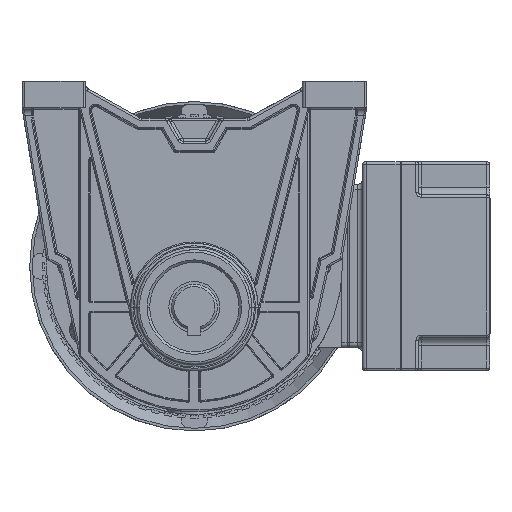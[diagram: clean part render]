
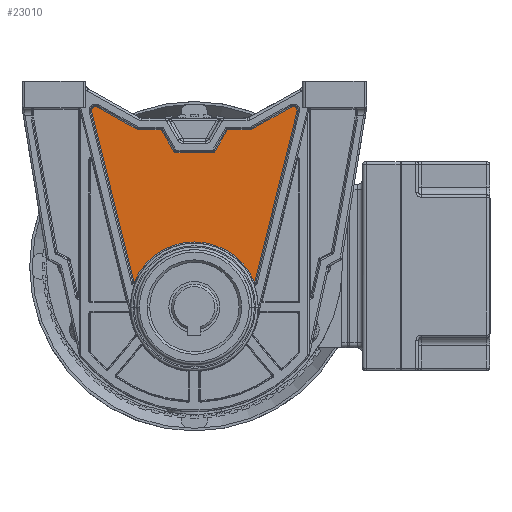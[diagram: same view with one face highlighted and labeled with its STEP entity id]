
A CAD part, front view. The second image highlights one B-rep face of the part: STEP entity #23010.
In plain terms, the highlighted planar face has unit normal (0, -1, 0).
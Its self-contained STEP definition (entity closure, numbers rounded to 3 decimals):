
#7853=DIRECTION('',(0.873,0.,-0.488));
#7854=VECTOR('',#7853,17.862);
#7855=CARTESIAN_POINT('',(-38.011,0.2,62.342));
#7856=LINE('',#7855,#7854);
#7857=CARTESIAN_POINT('',(-21.932,0.2,54.5));
#7858=DIRECTION('',(0.,-1.,0.));
#7859=DIRECTION('',(-0.488,0.,-0.873));
#7860=AXIS2_PLACEMENT_3D('',#7857,#7858,#7859);
#7862=DIRECTION('',(0.5,0.,-0.866));
#7863=VECTOR('',#7862,9.813);
#7864=CARTESIAN_POINT('',(-12.981,0.2,53.5));
#7865=LINE('',#7864,#7863);
#7866=CARTESIAN_POINT('',(-7.211,0.2,45.5));
#7867=DIRECTION('',(0.,-1.,0.));
#7868=DIRECTION('',(-0.866,0.,-0.5));
#7869=AXIS2_PLACEMENT_3D('',#7866,#7867,#7868);
#7871=CARTESIAN_POINT('',(7.211,0.2,45.5));
#7872=DIRECTION('',(0.,-1.,0.));
#7873=DIRECTION('',(0.,0.,-1.));
#7874=AXIS2_PLACEMENT_3D('',#7871,#7872,#7873);
#7876=DIRECTION('',(0.5,0.,0.866));
#7877=VECTOR('',#7876,9.813);
#7878=CARTESIAN_POINT('',(8.077,0.2,45.));
#7879=LINE('',#7878,#7877);
#7880=CARTESIAN_POINT('',(21.932,0.2,54.5));
#7881=DIRECTION('',(0.,-1.,0.));
#7882=DIRECTION('',(0.,0.,-1.));
#7883=AXIS2_PLACEMENT_3D('',#7880,#7881,#7882);
#7885=DIRECTION('',(0.873,0.,0.488));
#7886=VECTOR('',#7885,17.862);
#7887=CARTESIAN_POINT('',(22.42,0.2,53.627));
#7888=LINE('',#7887,#7886);
#7889=CARTESIAN_POINT('',(38.743,0.2,61.033));
#7890=DIRECTION('',(0.,1.,0.));
#7891=DIRECTION('',(-0.488,0.,0.873));
#7892=AXIS2_PLACEMENT_3D('',#7889,#7890,#7891);
#7894=DIRECTION('',(-0.24,0.,-0.971));
#7895=VECTOR('',#7894,69.119);
#7896=CARTESIAN_POINT('',(40.199,0.2,60.673));
#7897=LINE('',#7896,#7895);
#7898=CARTESIAN_POINT('',(0.,0.2,-16.));
#7899=DIRECTION('',(0.,-1.,0.));
#7900=DIRECTION('',(0.927,0.,0.375));
#7901=AXIS2_PLACEMENT_3D('',#7898,#7899,#7900);
#7903=DIRECTION('',(-0.24,0.,0.971));
#7904=VECTOR('',#7903,69.119);
#7905=CARTESIAN_POINT('',(-23.637,0.2,-6.432));
#7906=LINE('',#7905,#7904);
#7907=CARTESIAN_POINT('',(-38.743,0.2,61.033));
#7908=DIRECTION('',(0.,1.,0.));
#7909=DIRECTION('',(-0.971,0.,-0.24));
#7910=AXIS2_PLACEMENT_3D('',#7907,#7908,#7909);
#7973=DIRECTION('',(-1.,0.,0.));
#7974=VECTOR('',#7973,8.951);
#7975=CARTESIAN_POINT('',(-12.981,0.2,53.5));
#7976=LINE('',#7975,#7974);
#8015=DIRECTION('',(-1.,0.,0.));
#8016=VECTOR('',#8015,14.422);
#8017=CARTESIAN_POINT('',(7.211,0.2,44.5));
#8018=LINE('',#8017,#8016);
#8057=DIRECTION('',(-1.,0.,0.));
#8058=VECTOR('',#8057,8.951);
#8059=CARTESIAN_POINT('',(21.932,0.2,53.5));
#8060=LINE('',#8059,#8058);
#9637=CARTESIAN_POINT('',(23.637,0.2,-6.432));
#9638=VERTEX_POINT('',#9637);
#9639=CARTESIAN_POINT('',(-23.637,0.2,-6.432));
#9640=VERTEX_POINT('',#9639);
#9641=CARTESIAN_POINT('',(-38.011,0.2,62.342));
#9642=CARTESIAN_POINT('',(-22.42,0.2,53.627));
#9643=VERTEX_POINT('',#9641);
#9644=VERTEX_POINT('',#9642);
#9645=CARTESIAN_POINT('',(-21.932,0.2,53.5));
#9646=VERTEX_POINT('',#9645);
#9647=CARTESIAN_POINT('',(-12.981,0.2,53.5));
#9648=VERTEX_POINT('',#9647);
#9649=CARTESIAN_POINT('',(-8.077,0.2,45.));
#9650=VERTEX_POINT('',#9649);
#9651=CARTESIAN_POINT('',(-7.211,0.2,44.5));
#9652=VERTEX_POINT('',#9651);
#9653=CARTESIAN_POINT('',(7.211,0.2,44.5));
#9654=VERTEX_POINT('',#9653);
#9655=CARTESIAN_POINT('',(8.077,0.2,45.));
#9656=VERTEX_POINT('',#9655);
#9657=CARTESIAN_POINT('',(12.981,0.2,53.5));
#9658=VERTEX_POINT('',#9657);
#9659=CARTESIAN_POINT('',(21.932,0.2,53.5));
#9660=VERTEX_POINT('',#9659);
#9661=CARTESIAN_POINT('',(22.42,0.2,53.627));
#9662=VERTEX_POINT('',#9661);
#9663=CARTESIAN_POINT('',(38.011,0.2,62.342));
#9664=VERTEX_POINT('',#9663);
#9665=CARTESIAN_POINT('',(40.199,0.2,60.673));
#9666=VERTEX_POINT('',#9665);
#9667=CARTESIAN_POINT('',(-40.199,0.2,60.673));
#9668=VERTEX_POINT('',#9667);
#22972=CARTESIAN_POINT('',(0.,0.2,0.));
#22973=DIRECTION('',(0.,-1.,0.));
#22974=DIRECTION('',(-1.,0.,0.));
#22975=AXIS2_PLACEMENT_3D('',#22972,#22973,#22974);
#22976=PLANE('',#22975);
#22978=ORIENTED_EDGE('',*,*,#22977,.T.);
#22980=ORIENTED_EDGE('',*,*,#22979,.T.);
#22982=ORIENTED_EDGE('',*,*,#22981,.F.);
#22984=ORIENTED_EDGE('',*,*,#22983,.T.);
#22986=ORIENTED_EDGE('',*,*,#22985,.T.);
#22988=ORIENTED_EDGE('',*,*,#22987,.F.);
#22990=ORIENTED_EDGE('',*,*,#22989,.T.);
#22992=ORIENTED_EDGE('',*,*,#22991,.T.);
#22994=ORIENTED_EDGE('',*,*,#22993,.F.);
#22996=ORIENTED_EDGE('',*,*,#22995,.T.);
#22998=ORIENTED_EDGE('',*,*,#22997,.T.);
#23000=ORIENTED_EDGE('',*,*,#22999,.T.);
#23002=ORIENTED_EDGE('',*,*,#23001,.T.);
#23003=ORIENTED_EDGE('',*,*,#22963,.T.);
#23005=ORIENTED_EDGE('',*,*,#23004,.T.);
#23007=ORIENTED_EDGE('',*,*,#23006,.T.);
#23008=EDGE_LOOP('',(#22978,#22980,#22982,#22984,#22986,#22988,#22990,#22992,
#22994,#22996,#22998,#23000,#23002,#23003,#23005,#23007));
#23009=FACE_OUTER_BOUND('',#23008,.F.);
#7861=CIRCLE('',#7860,1.);
#7870=CIRCLE('',#7869,1.);
#7875=CIRCLE('',#7874,1.);
#7884=CIRCLE('',#7883,1.);
#7893=CIRCLE('',#7892,1.5);
#7902=CIRCLE('',#7901,25.5);
#7911=CIRCLE('',#7910,1.5);
#22963=EDGE_CURVE('',#9638,#9640,#7902,.T.);
#22977=EDGE_CURVE('',#9643,#9644,#7856,.T.);
#22979=EDGE_CURVE('',#9644,#9646,#7861,.T.);
#22981=EDGE_CURVE('',#9648,#9646,#7976,.T.);
#22983=EDGE_CURVE('',#9648,#9650,#7865,.T.);
#22985=EDGE_CURVE('',#9650,#9652,#7870,.T.);
#22987=EDGE_CURVE('',#9654,#9652,#8018,.T.);
#22989=EDGE_CURVE('',#9654,#9656,#7875,.T.);
#22991=EDGE_CURVE('',#9656,#9658,#7879,.T.);
#22993=EDGE_CURVE('',#9660,#9658,#8060,.T.);
#22995=EDGE_CURVE('',#9660,#9662,#7884,.T.);
#22997=EDGE_CURVE('',#9662,#9664,#7888,.T.);
#22999=EDGE_CURVE('',#9664,#9666,#7893,.T.);
#23001=EDGE_CURVE('',#9666,#9638,#7897,.T.);
#23004=EDGE_CURVE('',#9640,#9668,#7906,.T.);
#23006=EDGE_CURVE('',#9668,#9643,#7911,.T.);
#23010=ADVANCED_FACE('',(#23009),#22976,.T.);
